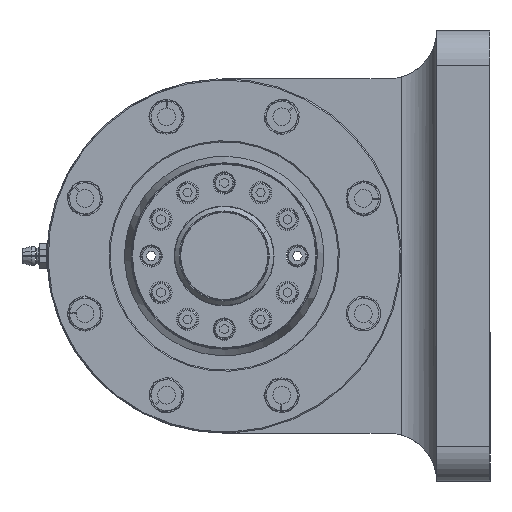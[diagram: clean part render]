
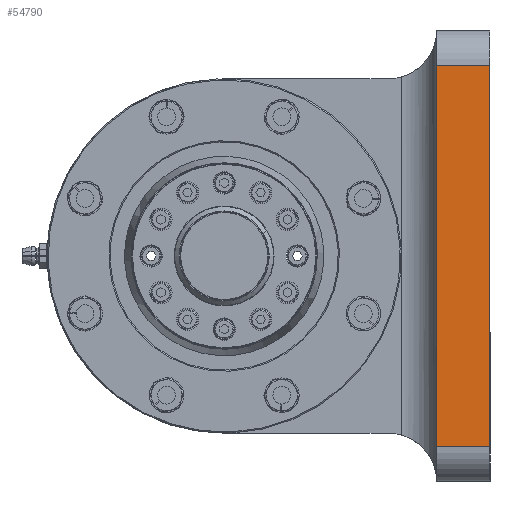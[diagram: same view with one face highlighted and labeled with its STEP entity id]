
A CAD part, left-side view. The second image highlights one B-rep face of the part: STEP entity #54790.
In plain terms, the highlighted planar face has unit normal (-1, 0, 0).
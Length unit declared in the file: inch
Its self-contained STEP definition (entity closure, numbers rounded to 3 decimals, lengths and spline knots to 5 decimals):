
#238 = DIRECTION ( 'NONE',  ( 0., 1., 0. ) ) ;
#512 = EDGE_LOOP ( 'NONE', ( #26011, #42024, #8838, #43076 ) ) ;
#3550 = VECTOR ( 'NONE', #4975, 39.37008 ) ;
#4533 = VERTEX_POINT ( 'NONE', #25730 ) ;
#4975 = DIRECTION ( 'NONE',  ( 0., -1., 0. ) ) ;
#5439 = EDGE_CURVE ( 'NONE', #17221, #41469, #51694, .T. ) ;
#8838 = ORIENTED_EDGE ( 'NONE', *, *, #31082, .F. ) ;
#10680 = CARTESIAN_POINT ( 'NONE',  ( -15.21248, -3., 2.6875 ) ) ;
#10742 = VECTOR ( 'NONE', #47924, 39.37008 ) ;
#11425 = LINE ( 'NONE', #29663, #10742 ) ;
#11538 = DIRECTION ( 'NONE',  ( 0., 0., -1. ) ) ;
#17221 = VERTEX_POINT ( 'NONE', #38821 ) ;
#17999 = PLANE ( 'NONE',  #18070 ) ;
#18070 = AXIS2_PLACEMENT_3D ( 'NONE', #23065, #41320, #238 ) ;
#21316 = VERTEX_POINT ( 'NONE', #28044 ) ;
#23065 = CARTESIAN_POINT ( 'NONE',  ( -15.21248, -2.3125, 3.1875 ) ) ;
#25730 = CARTESIAN_POINT ( 'NONE',  ( -15.21248, -3., -2.6875 ) ) ;
#26011 = ORIENTED_EDGE ( 'NONE', *, *, #53705, .T. ) ;
#26490 = VECTOR ( 'NONE', #11538, 39.37008 ) ;
#27072 = VECTOR ( 'NONE', #28926, 39.37008 ) ;
#27745 = LINE ( 'NONE', #46017, #3550 ) ;
#28044 = CARTESIAN_POINT ( 'NONE',  ( -15.21248, -3.75, -2.6875 ) ) ;
#28926 = DIRECTION ( 'NONE',  ( 0., 1., 0. ) ) ;
#29663 = CARTESIAN_POINT ( 'NONE',  ( -15.21248, -3.75, 3.1875 ) ) ;
#31082 = EDGE_CURVE ( 'NONE', #17221, #21316, #11425, .T. ) ;
#34207 = LINE ( 'NONE', #52536, #26490 ) ;
#34892 = CARTESIAN_POINT ( 'NONE',  ( -15.21248, -3., 2.6875 ) ) ;
#35383 = EDGE_CURVE ( 'NONE', #4533, #21316, #27745, .T. ) ;
#38821 = CARTESIAN_POINT ( 'NONE',  ( -15.21248, -3.75, 2.6875 ) ) ;
#41320 = DIRECTION ( 'NONE',  ( 1., 0., 0. ) ) ;
#41469 = VERTEX_POINT ( 'NONE', #34892 ) ;
#42024 = ORIENTED_EDGE ( 'NONE', *, *, #35383, .T. ) ;
#43076 = ORIENTED_EDGE ( 'NONE', *, *, #5439, .T. ) ;
#46017 = CARTESIAN_POINT ( 'NONE',  ( -15.21248, -3.75, -2.6875 ) ) ;
#47924 = DIRECTION ( 'NONE',  ( 0., 0., -1. ) ) ;
#51694 = LINE ( 'NONE', #10680, #27072 ) ;
#52536 = CARTESIAN_POINT ( 'NONE',  ( -15.21248, -3., 3.1875 ) ) ;
#53705 = EDGE_CURVE ( 'NONE', #41469, #4533, #34207, .T. ) ;
#54790 = ADVANCED_FACE ( 'NONE', ( #59139 ), #17999, .F. ) ;
#59139 = FACE_OUTER_BOUND ( 'NONE', #512, .T. ) ;
